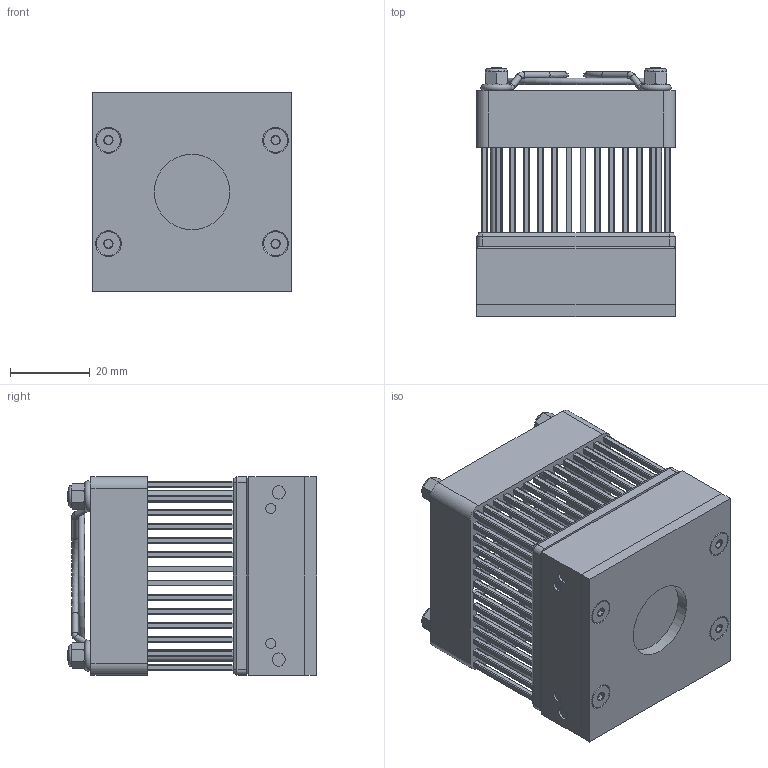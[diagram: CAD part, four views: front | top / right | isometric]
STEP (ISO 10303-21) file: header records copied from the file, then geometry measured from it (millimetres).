
FILE_DESCRIPTION (( 'STEP AP214' ), '1' );
FILE_NAME ('UP19K-110F-S1550.STEP', '2021-04-13T18:04:07', ( '' ), ( '' ), 'SwSTEP 2.0', 'SolidWorks 2020', '' );
FILE_SCHEMA (( 'AUTOMOTIVE_DESIGN' ));
Length unit declared in the file: millimetre
Products named in the file (1): UP19K-110F-S1550
Bounding box: 50 x 62.71 x 50 mm (x, y, z)
Volume: 70459.7 mm3; surface area: 50658.9 mm2
Topology: 23 solids, 25 shells, 2145 faces, 5472 edges, 3582 vertices
Faces by surface type: plane 1108, cylinder 848, cone 138, bspline 26, torus 25
Full cylindrical faces by diameter (mm): 1.041 x2, 1.6 x8, 2.26 x2, 2.5 x20, 2.538 x4, 3 x8, 3.3 x4, 3.352 x4, 3.4 x8, 3.6 x4, 4.3 x4, 5 x2, 5.105 x1, 6 x8, 18 x1, 19 x1, 43.7 x1, 44.1 x1, 48 x1
Entity records: 105557 total; most frequent: CARTESIAN_POINT 30616, DIRECTION 11006, ORIENTED_EDGE 10420, EDGE_CURVE 5210, AXIS2_PLACEMENT_3D 3923, VERTEX_POINT 3481, VECTOR 3160, LINE 3160
